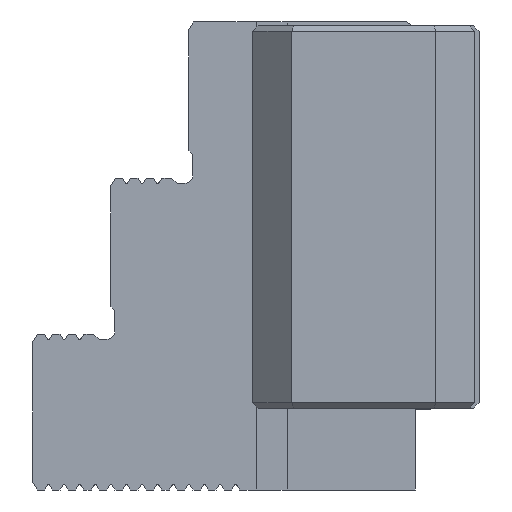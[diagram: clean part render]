
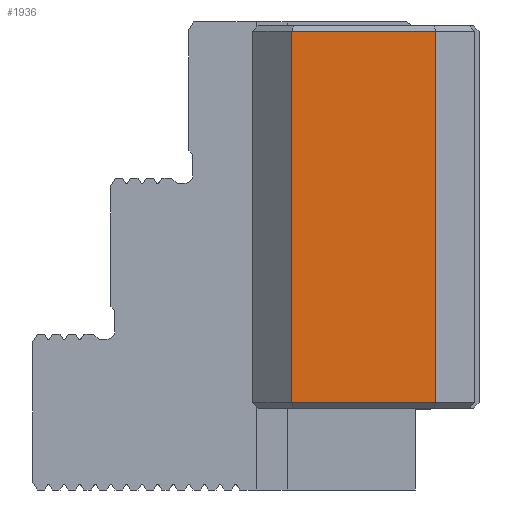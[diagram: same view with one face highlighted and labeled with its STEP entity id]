
A CAD part, left-side view. The second image highlights one B-rep face of the part: STEP entity #1936.
In plain terms, the highlighted planar face has unit normal (-1, 0, 0).
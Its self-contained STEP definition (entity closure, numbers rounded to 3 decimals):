
#1591=CARTESIAN_POINT('',(-67.341,-28.768,58.8));
#1592=VERTEX_POINT('',#1591);
#1622=CARTESIAN_POINT('',(-67.341,-10.268,58.8));
#1623=VERTEX_POINT('',#1622);
#1630=CARTESIAN_POINT('',(-67.341,-10.268,58.8));
#1631=DIRECTION('',(0.0,-1.0,0.0));
#1632=VECTOR('',#1631,18.5);
#1633=LINE('',#1630,#1632);
#1634=EDGE_CURVE('',#1623,#1592,#1633,.T.);
#1827=CARTESIAN_POINT('',(-67.341,-10.268,11.2));
#1828=VERTEX_POINT('',#1827);
#1851=CARTESIAN_POINT('',(-67.341,-28.768,11.2));
#1852=VERTEX_POINT('',#1851);
#1859=CARTESIAN_POINT('',(-67.341,-28.768,11.2));
#1860=DIRECTION('',(0.0,1.0,0.0));
#1861=VECTOR('',#1860,18.5);
#1862=LINE('',#1859,#1861);
#1863=EDGE_CURVE('',#1852,#1828,#1862,.T.);
#1911=CARTESIAN_POINT('',(-67.341,-10.268,58.8));
#1912=DIRECTION('',(0.0,0.0,-1.0));
#1913=VECTOR('',#1912,47.6);
#1914=LINE('',#1911,#1913);
#1915=EDGE_CURVE('',#1623,#1828,#1914,.T.);
#1920=CARTESIAN_POINT('',(-67.341,-10.268,59.5));
#1921=DIRECTION('',(-1.0,0.0,0.0));
#1922=DIRECTION('',(0.0,0.0,-1.0));
#1923=AXIS2_PLACEMENT_3D('',#1920,#1921,#1922);
#1924=PLANE('',#1923);
#1925=ORIENTED_EDGE('',*,*,#1634,.F.);
#1926=ORIENTED_EDGE('',*,*,#1915,.T.);
#1927=ORIENTED_EDGE('',*,*,#1863,.F.);
#1928=CARTESIAN_POINT('',(-67.341,-28.768,58.8));
#1929=DIRECTION('',(0.0,0.0,-1.0));
#1930=VECTOR('',#1929,47.6);
#1931=LINE('',#1928,#1930);
#1932=EDGE_CURVE('',#1592,#1852,#1931,.T.);
#1933=ORIENTED_EDGE('',*,*,#1932,.F.);
#1934=EDGE_LOOP('',(#1925,#1926,#1927,#1933));
#1935=FACE_OUTER_BOUND('',#1934,.T.);
#1936=ADVANCED_FACE('',(#1935),#1924,.T.);
